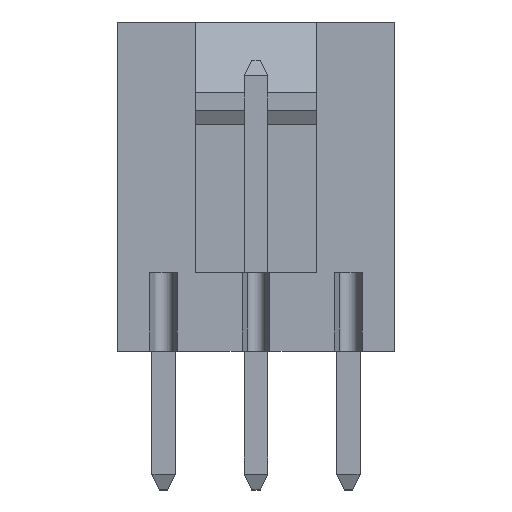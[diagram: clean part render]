
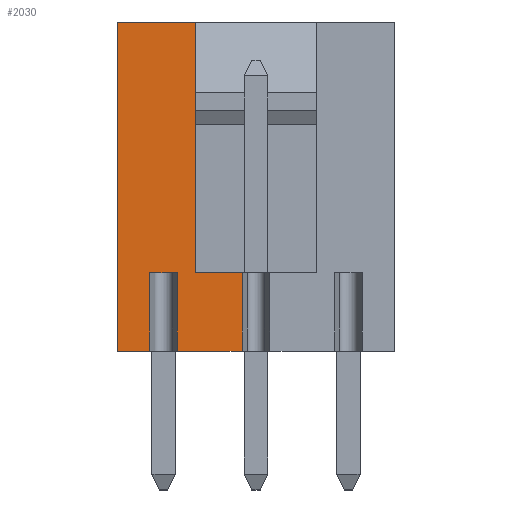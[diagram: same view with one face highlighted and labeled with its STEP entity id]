
A CAD part, top view. The second image highlights one B-rep face of the part: STEP entity #2030.
In plain terms, the highlighted planar face has unit normal (0, 0, 1).
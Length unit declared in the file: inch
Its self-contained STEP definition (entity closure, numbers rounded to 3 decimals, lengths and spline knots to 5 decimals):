
#323=DIRECTION('',(1.,0.,0.));
#324=VECTOR('',#323,0.05);
#325=CARTESIAN_POINT('',(-0.065,-0.093,0.203));
#326=LINE('1566',#325,#324);
#404=DIRECTION('',(0.,-1.,0.));
#405=VECTOR('',#404,0.085);
#406=CARTESIAN_POINT('',(-0.015,-0.093,0.203));
#407=LINE('1557',#406,#405);
#421=DIRECTION('',(1.,0.,0.));
#422=VECTOR('',#421,0.035);
#423=CARTESIAN_POINT('',(-0.15,-0.178,0.203));
#424=LINE('1562',#423,#422);
#438=DIRECTION('',(1.,0.,0.));
#439=VECTOR('',#438,0.07);
#440=CARTESIAN_POINT('',(-0.085,-0.178,0.203));
#441=LINE('1558',#440,#439);
#594=DIRECTION('',(0.,-1.,0.));
#595=VECTOR('',#594,0.356);
#596=CARTESIAN_POINT('',(-0.15,0.178,0.203));
#597=LINE('1563',#596,#595);
#630=DIRECTION('',(0.,-1.,0.));
#631=VECTOR('',#630,0.271);
#632=CARTESIAN_POINT('',(-0.065,0.178,0.203));
#633=LINE('1565',#632,#631);
#642=DIRECTION('',(-1.,0.,0.));
#643=VECTOR('',#642,0.085);
#644=CARTESIAN_POINT('',(-0.065,0.178,0.203));
#645=LINE('1564',#644,#643);
#662=DIRECTION('',(0.,-1.,0.));
#663=VECTOR('',#662,0.085);
#664=CARTESIAN_POINT('',(-0.115,-0.093,0.203));
#665=LINE('1561',#664,#663);
#666=DIRECTION('',(1.,0.,0.));
#667=VECTOR('',#666,0.03);
#668=CARTESIAN_POINT('',(-0.115,-0.093,0.203));
#669=LINE('1560',#668,#667);
#683=DIRECTION('',(0.,1.,0.));
#684=VECTOR('',#683,0.085);
#685=CARTESIAN_POINT('',(-0.085,-0.178,0.203));
#686=LINE('1559',#685,#684);
#1372=CARTESIAN_POINT('',(-0.015,-0.093,0.203));
#1373=CARTESIAN_POINT('',(-0.015,-0.178,0.203));
#1374=VERTEX_POINT('',#1372);
#1375=VERTEX_POINT('',#1373);
#1376=CARTESIAN_POINT('',(-0.085,-0.178,0.203));
#1377=VERTEX_POINT('',#1376);
#1378=CARTESIAN_POINT('',(-0.085,-0.093,0.203));
#1379=VERTEX_POINT('',#1378);
#1380=CARTESIAN_POINT('',(-0.115,-0.093,0.203));
#1381=VERTEX_POINT('',#1380);
#1382=CARTESIAN_POINT('',(-0.115,-0.178,0.203));
#1383=VERTEX_POINT('',#1382);
#1384=CARTESIAN_POINT('',(-0.15,-0.178,0.203));
#1385=VERTEX_POINT('',#1384);
#1386=CARTESIAN_POINT('',(-0.15,0.178,0.203));
#1387=VERTEX_POINT('',#1386);
#1388=CARTESIAN_POINT('',(-0.065,0.178,0.203));
#1389=VERTEX_POINT('',#1388);
#1390=CARTESIAN_POINT('',(-0.065,-0.093,0.203));
#1391=VERTEX_POINT('',#1390);
#2005=CARTESIAN_POINT('',(-0.0825,0.,0.203));
#2006=DIRECTION('',(0.,0.,1.));
#2007=DIRECTION('',(1.,0.,0.));
#2008=AXIS2_PLACEMENT_3D('',#2005,#2006,#2007);
#2009=PLANE('1344',#2008);
#2010=ORIENTED_EDGE('1557',*,*,#1988,.T.);
#2012=ORIENTED_EDGE('1558',*,*,#2011,.F.);
#2014=ORIENTED_EDGE('1559',*,*,#2013,.T.);
#2016=ORIENTED_EDGE('1560',*,*,#2015,.F.);
#2018=ORIENTED_EDGE('1561',*,*,#2017,.T.);
#2020=ORIENTED_EDGE('1562',*,*,#2019,.F.);
#2022=ORIENTED_EDGE('1563',*,*,#2021,.F.);
#2024=ORIENTED_EDGE('1564',*,*,#2023,.F.);
#2026=ORIENTED_EDGE('1565',*,*,#2025,.T.);
#2027=ORIENTED_EDGE('1566',*,*,#1908,.T.);
#2028=EDGE_LOOP('1344',(#2010,#2012,#2014,#2016,#2018,#2020,#2022,#2024,#2026,
#2027));
#2029=FACE_OUTER_BOUND('1344',#2028,.F.);
#1908=EDGE_CURVE('1566',#1391,#1374,#326,.T.);
#1988=EDGE_CURVE('1557',#1374,#1375,#407,.T.);
#2011=EDGE_CURVE('1558',#1377,#1375,#441,.T.);
#2013=EDGE_CURVE('1559',#1377,#1379,#686,.T.);
#2015=EDGE_CURVE('1560',#1381,#1379,#669,.T.);
#2017=EDGE_CURVE('1561',#1381,#1383,#665,.T.);
#2019=EDGE_CURVE('1562',#1385,#1383,#424,.T.);
#2021=EDGE_CURVE('1563',#1387,#1385,#597,.T.);
#2023=EDGE_CURVE('1564',#1389,#1387,#645,.T.);
#2025=EDGE_CURVE('1565',#1389,#1391,#633,.T.);
#2030=ADVANCED_FACE('1344',(#2029),#2009,.T.);
